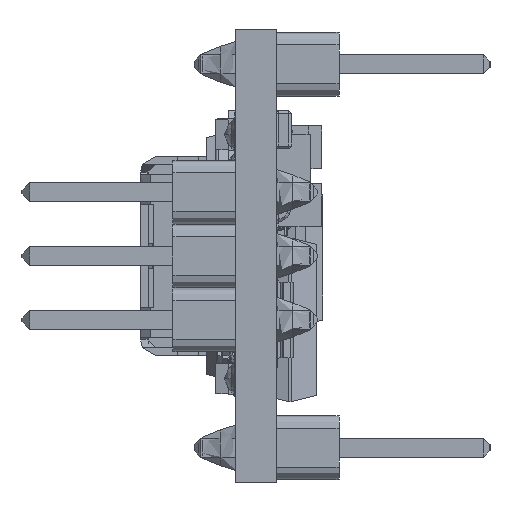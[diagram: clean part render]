
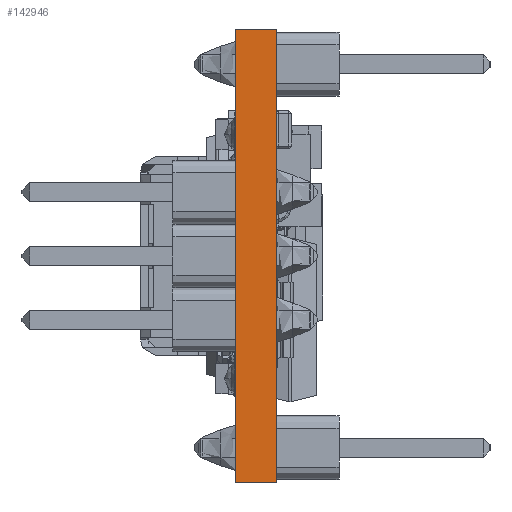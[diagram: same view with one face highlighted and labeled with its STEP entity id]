
A CAD part, left-side view. The second image highlights one B-rep face of the part: STEP entity #142946.
In plain terms, the highlighted planar face has unit normal (-1, 0, 0).
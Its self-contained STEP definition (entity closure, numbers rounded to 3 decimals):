
#2044 = FACE_OUTER_BOUND ( 'NONE', #252411, .T. ) ;
#4443 = LINE ( 'NONE', #189156, #262627 ) ;
#17127 = CARTESIAN_POINT ( 'NONE',  ( -3.82, 1.6, -7.62 ) ) ;
#22016 = DIRECTION ( 'NONE',  ( 1., 0., 0. ) ) ;
#34693 = VECTOR ( 'NONE', #235237, 1000. ) ;
#43139 = CARTESIAN_POINT ( 'NONE',  ( -3.82, 0., 1.38 ) ) ;
#46528 = LINE ( 'NONE', #83199, #206421 ) ;
#48906 = LINE ( 'NONE', #114833, #130504 ) ;
#52826 = DIRECTION ( 'NONE',  ( 0., 1., 0. ) ) ;
#57506 = LINE ( 'NONE', #17127, #34693 ) ;
#62974 = ORIENTED_EDGE ( 'NONE', *, *, #201800, .T. ) ;
#68643 = DIRECTION ( 'NONE',  ( 0., 0., 1. ) ) ;
#78520 = EDGE_CURVE ( 'NONE', #185746, #169491, #4443, .T. ) ;
#83199 = CARTESIAN_POINT ( 'NONE',  ( -3.82, 0., -7.62 ) ) ;
#95904 = CARTESIAN_POINT ( 'NONE',  ( -3.82, 0., 1.38 ) ) ;
#100928 = CARTESIAN_POINT ( 'NONE',  ( -3.82, 0., -16.62 ) ) ;
#114833 = CARTESIAN_POINT ( 'NONE',  ( -3.82, 0.8, -16.62 ) ) ;
#123923 = CARTESIAN_POINT ( 'NONE',  ( -3.82, 1.6, 1.38 ) ) ;
#130504 = VECTOR ( 'NONE', #52826, 1000. ) ;
#142946 = ADVANCED_FACE ( 'NONE', ( #2044 ), #227504, .F. ) ;
#147985 = DIRECTION ( 'NONE',  ( 0., 0., -1. ) ) ;
#166274 = ORIENTED_EDGE ( 'NONE', *, *, #78520, .F. ) ;
#169491 = VERTEX_POINT ( 'NONE', #95904 ) ;
#170038 = VERTEX_POINT ( 'NONE', #204022 ) ;
#174540 = EDGE_CURVE ( 'NONE', #211065, #170038, #48906, .T. ) ;
#183579 = ORIENTED_EDGE ( 'NONE', *, *, #193831, .F. ) ;
#185746 = VERTEX_POINT ( 'NONE', #123923 ) ;
#189156 = CARTESIAN_POINT ( 'NONE',  ( -3.82, 0.8, 1.38 ) ) ;
#193831 = EDGE_CURVE ( 'NONE', #170038, #185746, #57506, .T. ) ;
#201800 = EDGE_CURVE ( 'NONE', #211065, #169491, #46528, .T. ) ;
#204022 = CARTESIAN_POINT ( 'NONE',  ( -3.82, 1.6, -16.62 ) ) ;
#206421 = VECTOR ( 'NONE', #68643, 1000. ) ;
#209275 = DIRECTION ( 'NONE',  ( 0., -1., 0. ) ) ;
#211065 = VERTEX_POINT ( 'NONE', #100928 ) ;
#215002 = AXIS2_PLACEMENT_3D ( 'NONE', #43139, #22016, #147985 ) ;
#227504 = PLANE ( 'NONE',  #215002 ) ;
#235237 = DIRECTION ( 'NONE',  ( 0., 0., 1. ) ) ;
#252411 = EDGE_LOOP ( 'NONE', ( #166274, #183579, #260705, #62974 ) ) ;
#260705 = ORIENTED_EDGE ( 'NONE', *, *, #174540, .F. ) ;
#262627 = VECTOR ( 'NONE', #209275, 1000. ) ;
